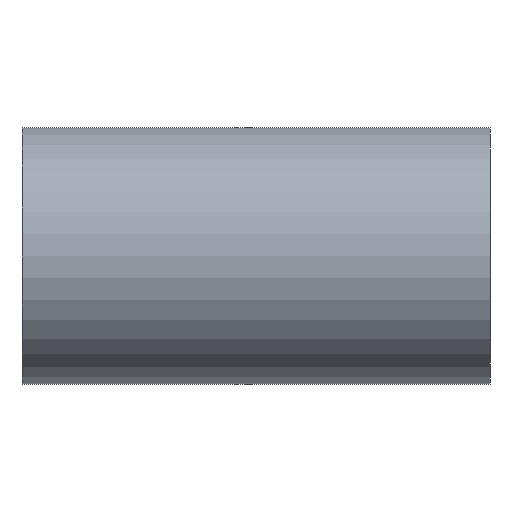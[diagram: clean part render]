
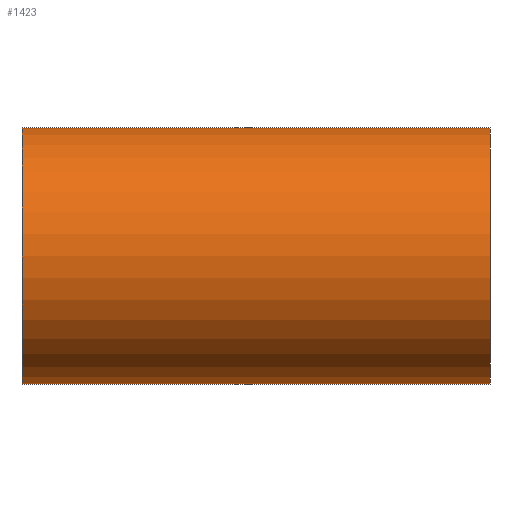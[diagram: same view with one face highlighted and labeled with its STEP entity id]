
A CAD part, front view. The second image highlights one B-rep face of the part: STEP entity #1423.
In plain terms, the highlighted cylindrical face has radius 28 mm (diameter 56 mm), a partial arc.
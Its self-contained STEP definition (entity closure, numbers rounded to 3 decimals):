
#55 = EDGE_CURVE ( 'NONE', #1125, #1121, #921, .T. ) ;
#419 = DIRECTION ( 'NONE',  ( 0., 0., -1. ) ) ;
#423 = DIRECTION ( 'NONE',  ( 1., 0., 0. ) ) ;
#424 = CARTESIAN_POINT ( 'NONE',  ( 51., 0., 0. ) ) ;
#515 = DIRECTION ( 'NONE',  ( -1., 0., 0. ) ) ;
#522 = DIRECTION ( 'NONE',  ( 0., 0., 1. ) ) ;
#525 = CARTESIAN_POINT ( 'NONE',  ( 51., 0., 0. ) ) ;
#555 = DIRECTION ( 'NONE',  ( 0., 0., -1. ) ) ;
#557 = DIRECTION ( 'NONE',  ( 1., 0., 0. ) ) ;
#558 = CARTESIAN_POINT ( 'NONE',  ( -51., 0., 0. ) ) ;
#578 = DIRECTION ( 'NONE',  ( -1., 0., 0. ) ) ;
#587 = CARTESIAN_POINT ( 'NONE',  ( 51., 0., -28. ) ) ;
#646 = AXIS2_PLACEMENT_3D ( 'NONE', #424, #423, #419 ) ;
#648 = CIRCLE ( 'NONE', #646, 28. ) ;
#685 = AXIS2_PLACEMENT_3D ( 'NONE', #525, #515, #522 ) ;
#686 = CYLINDRICAL_SURFACE ( 'NONE', #685, 28. ) ;
#690 = FACE_OUTER_BOUND ( 'NONE', #1124, .T. ) ;
#724 = VECTOR ( 'NONE', #578, 1000. ) ;
#731 = LINE ( 'NONE', #587, #724 ) ;
#739 = CIRCLE ( 'NONE', #1312, 28. ) ;
#784 = CARTESIAN_POINT ( 'NONE',  ( 51., 0., 28. ) ) ;
#789 = CARTESIAN_POINT ( 'NONE',  ( -51., 0., 28. ) ) ;
#803 = DIRECTION ( 'NONE',  ( -1., 0., 0. ) ) ;
#809 = CARTESIAN_POINT ( 'NONE',  ( 51., 0., 28. ) ) ;
#850 = CARTESIAN_POINT ( 'NONE',  ( 51., 0., -28. ) ) ;
#880 = CARTESIAN_POINT ( 'NONE',  ( -51., 0., -28. ) ) ;
#913 = VECTOR ( 'NONE', #803, 1000. ) ;
#921 = LINE ( 'NONE', #809, #913 ) ;
#1057 = VERTEX_POINT ( 'NONE', #880 ) ;
#1070 = VERTEX_POINT ( 'NONE', #850 ) ;
#1076 = ORIENTED_EDGE ( 'NONE', *, *, #1362, .F. ) ;
#1077 = ORIENTED_EDGE ( 'NONE', *, *, #1452, .F. ) ;
#1080 = ORIENTED_EDGE ( 'NONE', *, *, #55, .T. ) ;
#1083 = ORIENTED_EDGE ( 'NONE', *, *, #1377, .T. ) ;
#1121 = VERTEX_POINT ( 'NONE', #789 ) ;
#1124 = EDGE_LOOP ( 'NONE', ( #1076, #1077, #1080, #1083 ) ) ;
#1125 = VERTEX_POINT ( 'NONE', #784 ) ;
#1312 = AXIS2_PLACEMENT_3D ( 'NONE', #558, #557, #555 ) ;
#1362 = EDGE_CURVE ( 'NONE', #1070, #1057, #731, .T. ) ;
#1377 = EDGE_CURVE ( 'NONE', #1121, #1057, #739, .T. ) ;
#1423 = ADVANCED_FACE ( 'NONE', ( #690 ), #686, .T. ) ;
#1452 = EDGE_CURVE ( 'NONE', #1125, #1070, #648, .T. ) ;
